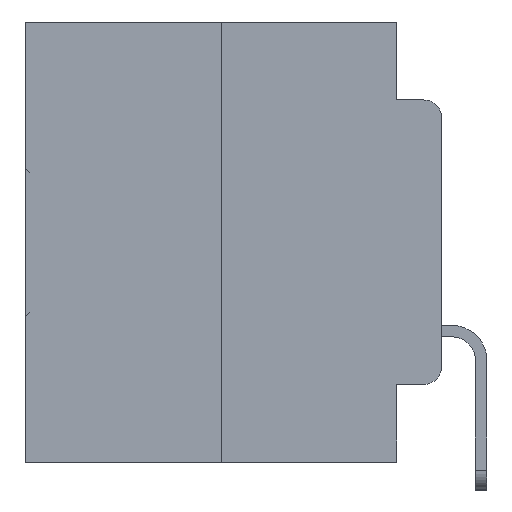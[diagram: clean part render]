
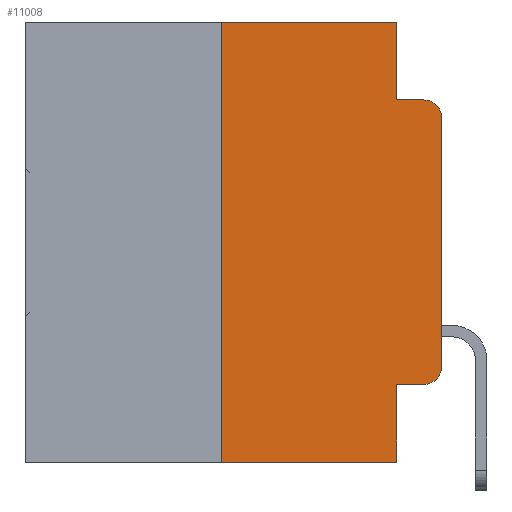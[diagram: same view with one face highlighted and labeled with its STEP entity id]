
A CAD part, left-side view. The second image highlights one B-rep face of the part: STEP entity #11008.
In plain terms, the highlighted planar face has unit normal (-1, 0, 0).
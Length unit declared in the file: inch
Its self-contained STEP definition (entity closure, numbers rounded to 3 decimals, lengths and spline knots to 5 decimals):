
#227 = CARTESIAN_POINT ( 'NONE',  ( 0., 0.051, -0.0885 ) ) ;
#419 = CARTESIAN_POINT ( 'NONE',  ( 0., 0.051, 0. ) ) ;
#460 = CARTESIAN_POINT ( 'NONE',  ( 0., 0.051, -0.4115 ) ) ;
#744 = CARTESIAN_POINT ( 'NONE',  ( 0., 0.473, -0.5 ) ) ;
#1170 = LINE ( 'NONE', #744, #18874 ) ;
#1532 = CARTESIAN_POINT ( 'NONE',  ( 0., 0.02, -0.3915 ) ) ;
#2459 = EDGE_CURVE ( 'NONE', #18904, #13467, #26217, .T. ) ;
#3459 = VERTEX_POINT ( 'NONE', #460 ) ;
#3692 = ORIENTED_EDGE ( 'NONE', *, *, #25516, .T. ) ;
#4082 = ORIENTED_EDGE ( 'NONE', *, *, #12055, .T. ) ;
#4161 = VERTEX_POINT ( 'NONE', #18181 ) ;
#4175 = DIRECTION ( 'NONE',  ( 0., 0., -1. ) ) ;
#4368 = CARTESIAN_POINT ( 'NONE',  ( 0., 0.473, 0. ) ) ;
#5503 = CARTESIAN_POINT ( 'NONE',  ( 0., 0.051, 0. ) ) ;
#6006 = FACE_OUTER_BOUND ( 'NONE', #15049, .T. ) ;
#6542 = EDGE_CURVE ( 'NONE', #21221, #20608, #13722, .T. ) ;
#6559 = CARTESIAN_POINT ( 'NONE',  ( 0., 0.02, -0.4115 ) ) ;
#6591 = EDGE_CURVE ( 'NONE', #3459, #18139, #30261, .T. ) ;
#8429 = CARTESIAN_POINT ( 'NONE',  ( 0., 0.051, -0.4115 ) ) ;
#8705 = CARTESIAN_POINT ( 'NONE',  ( 0., 0.02, -0.1085 ) ) ;
#8918 = ORIENTED_EDGE ( 'NONE', *, *, #26055, .F. ) ;
#9454 = DIRECTION ( 'NONE',  ( 0., 0., -1. ) ) ;
#9749 = ORIENTED_EDGE ( 'NONE', *, *, #6591, .T. ) ;
#9892 = CARTESIAN_POINT ( 'NONE',  ( 0., 0.25, 0. ) ) ;
#10984 = DIRECTION ( 'NONE',  ( 0., -1., 0. ) ) ;
#11008 = ADVANCED_FACE ( 'NONE', ( #6006 ), #24022, .F. ) ;
#11235 = DIRECTION ( 'NONE',  ( 0., 0., -1. ) ) ;
#11617 = EDGE_CURVE ( 'NONE', #18139, #4161, #16788, .T. ) ;
#12013 = DIRECTION ( 'NONE',  ( 0., 0., -1. ) ) ;
#12055 = EDGE_CURVE ( 'NONE', #4161, #26453, #27041, .T. ) ;
#12153 = VECTOR ( 'NONE', #29839, 39.37008 ) ;
#12377 = DIRECTION ( 'NONE',  ( 0., 0., 1. ) ) ;
#13287 = DIRECTION ( 'NONE',  ( 0., -1., 0. ) ) ;
#13467 = VERTEX_POINT ( 'NONE', #14256 ) ;
#13722 = LINE ( 'NONE', #29736, #12153 ) ;
#13751 = CARTESIAN_POINT ( 'NONE',  ( 0., 0., 0. ) ) ;
#14058 = CARTESIAN_POINT ( 'NONE',  ( 0., 0.051, -0.0885 ) ) ;
#14256 = CARTESIAN_POINT ( 'NONE',  ( 0., 0.02, -0.0885 ) ) ;
#15049 = EDGE_LOOP ( 'NONE', ( #4082, #3692, #15160, #21523, #28381, #29801, #18966, #8918, #9749, #24855 ) ) ;
#15160 = ORIENTED_EDGE ( 'NONE', *, *, #2459, .F. ) ;
#15445 = VECTOR ( 'NONE', #19253, 39.37008 ) ;
#15968 = AXIS2_PLACEMENT_3D ( 'NONE', #8705, #25634, #11235 ) ;
#16294 = VECTOR ( 'NONE', #12377, 39.37008 ) ;
#16788 = CIRCLE ( 'NONE', #31471, 0.02 ) ;
#17598 = EDGE_CURVE ( 'NONE', #20608, #18904, #22052, .T. ) ;
#17754 = CIRCLE ( 'NONE', #15968, 0.02 ) ;
#18139 = VERTEX_POINT ( 'NONE', #6559 ) ;
#18181 = CARTESIAN_POINT ( 'NONE',  ( 0., 0., -0.3915 ) ) ;
#18394 = DIRECTION ( 'NONE',  ( 0., -1., 0. ) ) ;
#18874 = VECTOR ( 'NONE', #10984, 39.37008 ) ;
#18904 = VERTEX_POINT ( 'NONE', #227 ) ;
#18966 = ORIENTED_EDGE ( 'NONE', *, *, #20762, .T. ) ;
#19120 = DIRECTION ( 'NONE',  ( -1., 0., 0. ) ) ;
#19253 = DIRECTION ( 'NONE',  ( 0., 0., -1. ) ) ;
#19942 = CARTESIAN_POINT ( 'NONE',  ( 0., 0.25, 0. ) ) ;
#20059 = VECTOR ( 'NONE', #13287, 39.37008 ) ;
#20583 = CARTESIAN_POINT ( 'NONE',  ( 0., 0., -0.1085 ) ) ;
#20608 = VERTEX_POINT ( 'NONE', #5503 ) ;
#20762 = EDGE_CURVE ( 'NONE', #25619, #24342, #1170, .T. ) ;
#20882 = VECTOR ( 'NONE', #27901, 39.37008 ) ;
#21221 = VERTEX_POINT ( 'NONE', #19942 ) ;
#21285 = VECTOR ( 'NONE', #9454, 39.37008 ) ;
#21372 = CARTESIAN_POINT ( 'NONE',  ( 0., 0.051, -0.5 ) ) ;
#21496 = CARTESIAN_POINT ( 'NONE',  ( 0., 0.051, 0. ) ) ;
#21523 = ORIENTED_EDGE ( 'NONE', *, *, #17598, .F. ) ;
#22052 = LINE ( 'NONE', #21496, #21285 ) ;
#22555 = LINE ( 'NONE', #419, #15445 ) ;
#23473 = VECTOR ( 'NONE', #18394, 39.37008 ) ;
#24022 = PLANE ( 'NONE',  #28588 ) ;
#24342 = VERTEX_POINT ( 'NONE', #21372 ) ;
#24557 = EDGE_CURVE ( 'NONE', #25619, #21221, #28750, .T. ) ;
#24855 = ORIENTED_EDGE ( 'NONE', *, *, #11617, .T. ) ;
#25516 = EDGE_CURVE ( 'NONE', #26453, #13467, #17754, .T. ) ;
#25619 = VERTEX_POINT ( 'NONE', #28096 ) ;
#25634 = DIRECTION ( 'NONE',  ( -1., 0., 0. ) ) ;
#26055 = EDGE_CURVE ( 'NONE', #3459, #24342, #22555, .T. ) ;
#26217 = LINE ( 'NONE', #14058, #20059 ) ;
#26310 = DIRECTION ( 'NONE',  ( 1., 0., 0. ) ) ;
#26453 = VERTEX_POINT ( 'NONE', #20583 ) ;
#27041 = LINE ( 'NONE', #13751, #20882 ) ;
#27901 = DIRECTION ( 'NONE',  ( 0., 0., 1. ) ) ;
#28096 = CARTESIAN_POINT ( 'NONE',  ( 0., 0.25, -0.5 ) ) ;
#28381 = ORIENTED_EDGE ( 'NONE', *, *, #6542, .F. ) ;
#28588 = AXIS2_PLACEMENT_3D ( 'NONE', #4368, #26310, #12013 ) ;
#28750 = LINE ( 'NONE', #9892, #16294 ) ;
#29736 = CARTESIAN_POINT ( 'NONE',  ( 0., 0.473, 0. ) ) ;
#29801 = ORIENTED_EDGE ( 'NONE', *, *, #24557, .F. ) ;
#29839 = DIRECTION ( 'NONE',  ( 0., -1., 0. ) ) ;
#30261 = LINE ( 'NONE', #8429, #23473 ) ;
#31471 = AXIS2_PLACEMENT_3D ( 'NONE', #1532, #19120, #4175 ) ;
